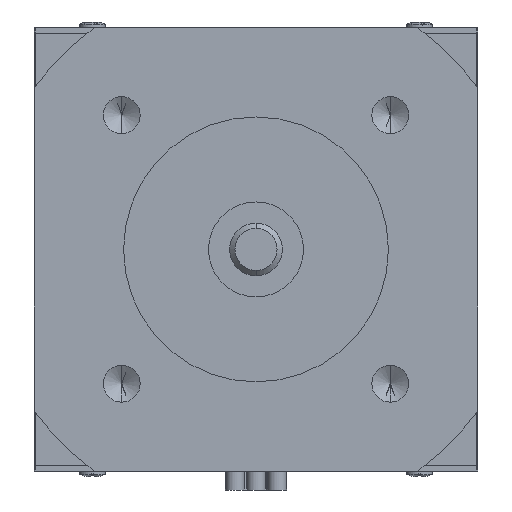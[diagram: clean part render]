
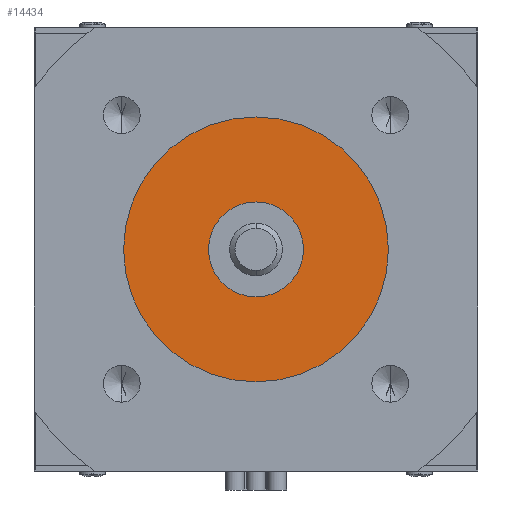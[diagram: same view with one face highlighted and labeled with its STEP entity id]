
A CAD part, front view. The second image highlights one B-rep face of the part: STEP entity #14434.
In plain terms, the highlighted planar face has unit normal (0, -1, 0).
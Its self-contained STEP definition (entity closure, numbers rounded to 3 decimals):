
#444 = ORIENTED_EDGE ( 'NONE', *, *, #15141, .T. ) ;
#1285 = VERTEX_POINT ( 'NONE', #6621 ) ;
#1357 = FACE_OUTER_BOUND ( 'NONE', #11429, .T. ) ;
#1896 = CIRCLE ( 'NONE', #11902, 4.5 ) ;
#1948 = ORIENTED_EDGE ( 'NONE', *, *, #8460, .T. ) ;
#1992 = VERTEX_POINT ( 'NONE', #12064 ) ;
#2032 = CARTESIAN_POINT ( 'NONE',  ( 0., -23.7, 12.55 ) ) ;
#2169 = AXIS2_PLACEMENT_3D ( 'NONE', #11896, #4316, #13182 ) ;
#2997 = AXIS2_PLACEMENT_3D ( 'NONE', #6432, #15250, #7703 ) ;
#3195 = CARTESIAN_POINT ( 'NONE',  ( 0., -23.7, 0. ) ) ;
#3260 = DIRECTION ( 'NONE',  ( 0., 1., 0. ) ) ;
#3288 = VERTEX_POINT ( 'NONE', #2032 ) ;
#3931 = AXIS2_PLACEMENT_3D ( 'NONE', #10807, #3260, #12109 ) ;
#4116 = CARTESIAN_POINT ( 'NONE',  ( 0., -23.7, 0. ) ) ;
#4316 = DIRECTION ( 'NONE',  ( 0., 1., 0. ) ) ;
#4465 = DIRECTION ( 'NONE',  ( 0., 0., -1. ) ) ;
#4496 = CARTESIAN_POINT ( 'NONE',  ( 0., -23.7, 4.5 ) ) ;
#5387 = DIRECTION ( 'NONE',  ( 0., -1., 0. ) ) ;
#5870 = VERTEX_POINT ( 'NONE', #4496 ) ;
#6432 = CARTESIAN_POINT ( 'NONE',  ( 0., -23.7, 0. ) ) ;
#6621 = CARTESIAN_POINT ( 'NONE',  ( 0., -23.7, -12.55 ) ) ;
#6708 = EDGE_CURVE ( 'NONE', #3288, #1285, #13059, .T. ) ;
#7703 = DIRECTION ( 'NONE',  ( 0., 0., -1. ) ) ;
#7778 = AXIS2_PLACEMENT_3D ( 'NONE', #4116, #5387, #14224 ) ;
#7918 = EDGE_LOOP ( 'NONE', ( #444, #1948 ) ) ;
#8460 = EDGE_CURVE ( 'NONE', #5870, #1992, #13399, .T. ) ;
#8935 = ORIENTED_EDGE ( 'NONE', *, *, #13431, .F. ) ;
#10807 = CARTESIAN_POINT ( 'NONE',  ( 0., -23.7, 0. ) ) ;
#11429 = EDGE_LOOP ( 'NONE', ( #8935, #14528 ) ) ;
#11681 = PLANE ( 'NONE',  #7778 ) ;
#11896 = CARTESIAN_POINT ( 'NONE',  ( 0., -23.7, 0. ) ) ;
#11902 = AXIS2_PLACEMENT_3D ( 'NONE', #3195, #12050, #4465 ) ;
#12050 = DIRECTION ( 'NONE',  ( 0., 1., 0. ) ) ;
#12064 = CARTESIAN_POINT ( 'NONE',  ( 0., -23.7, -4.5 ) ) ;
#12109 = DIRECTION ( 'NONE',  ( 0., 0., -1. ) ) ;
#13059 = CIRCLE ( 'NONE', #2997, 12.55 ) ;
#13182 = DIRECTION ( 'NONE',  ( 0., 0., -1. ) ) ;
#13399 = CIRCLE ( 'NONE', #2169, 4.5 ) ;
#13431 = EDGE_CURVE ( 'NONE', #1285, #3288, #15581, .T. ) ;
#13993 = FACE_BOUND ( 'NONE', #7918, .T. ) ;
#14224 = DIRECTION ( 'NONE',  ( 0., 0., -1. ) ) ;
#14434 = ADVANCED_FACE ( 'NONE', ( #13993, #1357 ), #11681, .T. ) ;
#14528 = ORIENTED_EDGE ( 'NONE', *, *, #6708, .F. ) ;
#15141 = EDGE_CURVE ( 'NONE', #1992, #5870, #1896, .T. ) ;
#15250 = DIRECTION ( 'NONE',  ( 0., 1., 0. ) ) ;
#15581 = CIRCLE ( 'NONE', #3931, 12.55 ) ;
